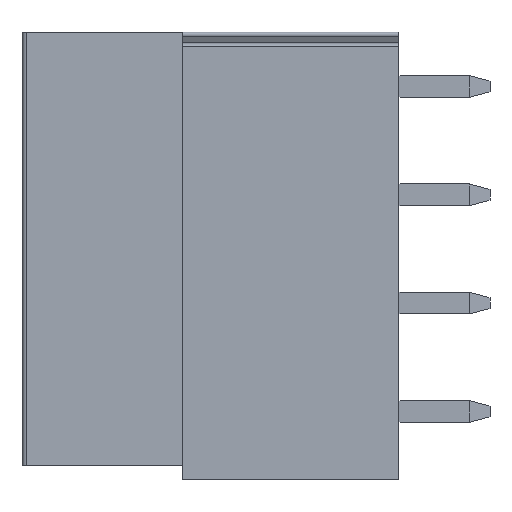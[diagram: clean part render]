
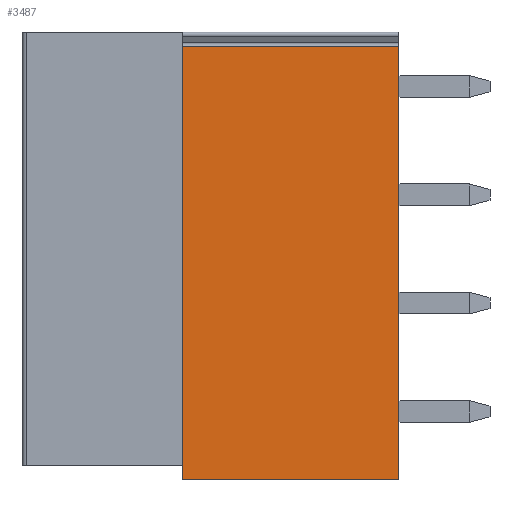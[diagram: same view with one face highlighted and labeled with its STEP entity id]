
A CAD part, left-side view. The second image highlights one B-rep face of the part: STEP entity #3487.
In plain terms, the highlighted planar face has unit normal (-1, 0, 0).
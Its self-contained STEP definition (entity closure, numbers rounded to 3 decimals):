
#653=DIRECTION('',(0.,1.,0.));
#654=VECTOR('',#653,10.);
#655=CARTESIAN_POINT('',(-5.6,-8.7,-18.15));
#656=LINE('',#655,#654);
#657=DIRECTION('',(0.,0.,1.));
#658=VECTOR('',#657,20.);
#659=CARTESIAN_POINT('',(-5.6,1.3,-18.15));
#660=LINE('',#659,#658);
#661=DIRECTION('',(0.,-1.,0.));
#662=VECTOR('',#661,10.);
#663=CARTESIAN_POINT('',(-5.6,1.3,1.85));
#664=LINE('',#663,#662);
#665=DIRECTION('',(0.,0.,-1.));
#666=VECTOR('',#665,20.);
#667=CARTESIAN_POINT('',(-5.6,-8.7,1.85));
#668=LINE('',#667,#666);
#2133=CARTESIAN_POINT('',(-5.6,1.3,1.85));
#2134=VERTEX_POINT('',#2133);
#2135=CARTESIAN_POINT('',(-5.6,-8.7,1.85));
#2136=VERTEX_POINT('',#2135);
#2159=CARTESIAN_POINT('',(-5.6,-8.7,-18.15));
#2160=VERTEX_POINT('',#2159);
#2191=CARTESIAN_POINT('',(-5.6,1.3,-18.15));
#2192=VERTEX_POINT('',#2191);
#3475=CARTESIAN_POINT('',(-5.6,1.3,-17.5));
#3476=DIRECTION('',(-1.,0.,0.));
#3477=DIRECTION('',(0.,-1.,0.));
#3478=AXIS2_PLACEMENT_3D('',#3475,#3476,#3477);
#3479=PLANE('',#3478);
#3480=ORIENTED_EDGE('',*,*,#3469,.T.);
#3481=ORIENTED_EDGE('',*,*,#2757,.T.);
#3483=ORIENTED_EDGE('',*,*,#3482,.T.);
#3484=ORIENTED_EDGE('',*,*,#3294,.T.);
#3485=EDGE_LOOP('',(#3480,#3481,#3483,#3484));
#3486=FACE_OUTER_BOUND('',#3485,.F.);
#2757=EDGE_CURVE('',#2192,#2134,#660,.T.);
#3294=EDGE_CURVE('',#2136,#2160,#668,.T.);
#3469=EDGE_CURVE('',#2160,#2192,#656,.T.);
#3482=EDGE_CURVE('',#2134,#2136,#664,.T.);
#3487=ADVANCED_FACE('',(#3486),#3479,.T.);
